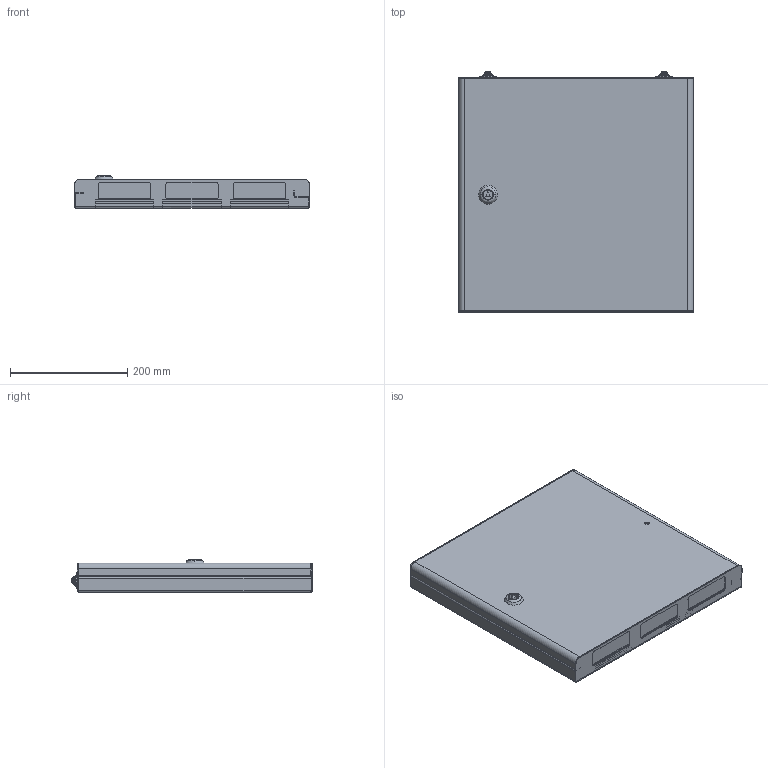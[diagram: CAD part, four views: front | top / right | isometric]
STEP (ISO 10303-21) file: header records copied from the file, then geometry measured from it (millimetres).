
FILE_DESCRIPTION (( 'STEP AP203' ), '1' );
FILE_NAME ('CCO05-3BP.STEP', '2022-11-21T09:35:51', ( '' ), ( '' ), 'SwSTEP 2.0', 'SolidWorks 2022', '' );
FILE_SCHEMA (( 'CONFIG_CONTROL_DESIGN' ));
Length unit declared in the file: millimetre
Products named in the file (16): КИВА 128.02.01 Дверь; IEK 705.023 Ось; Замок MS 705-III; КИВА 128.00.01 Планка прижимная; Заклёпка вытяжная_4.8x2.4; КИВА 128.01.01 Корпус; IEK 705.022 Стойка петли_1,5 мм; КИВА 128.02.00 СБ Дверь в сборе; Гайка М4 DIN 6923_new (2)(PreviewCfg); Шпилька для конденсаторной сварки_М4х10; IEK 705.021 Полупетля_IEK 705.021; CCO05-3BP; Щетка ввода (27, 36, 44)_36мм; Сальник; КИВА 128.01.00 СБ Корпус в сборе; IEK 705.024 Колпачок
Assembly tree (55 placements, depth 3):
  CCO05-3BP
    КИВА 128.01.00 СБ Корпус в сборе
      КИВА 128.01.01 Корпус
      Шпилька для конденсаторной сварки_М4х10  x12
    КИВА 128.02.00 СБ Дверь в сборе
      КИВА 128.02.01 Дверь
      IEK 705.021 Полупетля_IEK 705.021  x2
      Замок MS 705-III
      Шпилька для конденсаторной сварки_М4х10
    IEK 705.022 Стойка петли_1,5 мм  x2
    IEK 705.023 Ось  x2
    IEK 705.024 Колпачок  x2
    Заклёпка вытяжная_4.8x2.4  x4
    Гайка М4 DIN 6923_new (2)(PreviewCfg)  x13
    Сальник  x2
    КИВА 128.00.01 Планка прижимная  x5
    Щетка ввода (27, 36, 44)_36мм  x5
Bounding box: 400 x 409.51 x 56 mm (x, y, z)
Volume: 652692.3 mm3; surface area: 935545.9 mm2
Topology: 59 solids, 59 shells, 1991 faces, 4196 edges, 2396 vertices
Faces by surface type: plane 691, cylinder 606, cone 502, bspline 100, torus 84, sphere 8
Entity records: 21085 total; most frequent: CARTESIAN_POINT 3902, DIRECTION 3202, ORIENTED_EDGE 2804, EDGE_CURVE 1402, AXIS2_PLACEMENT_3D 1225, VERTEX_POINT 834, VECTOR 752, LINE 752
